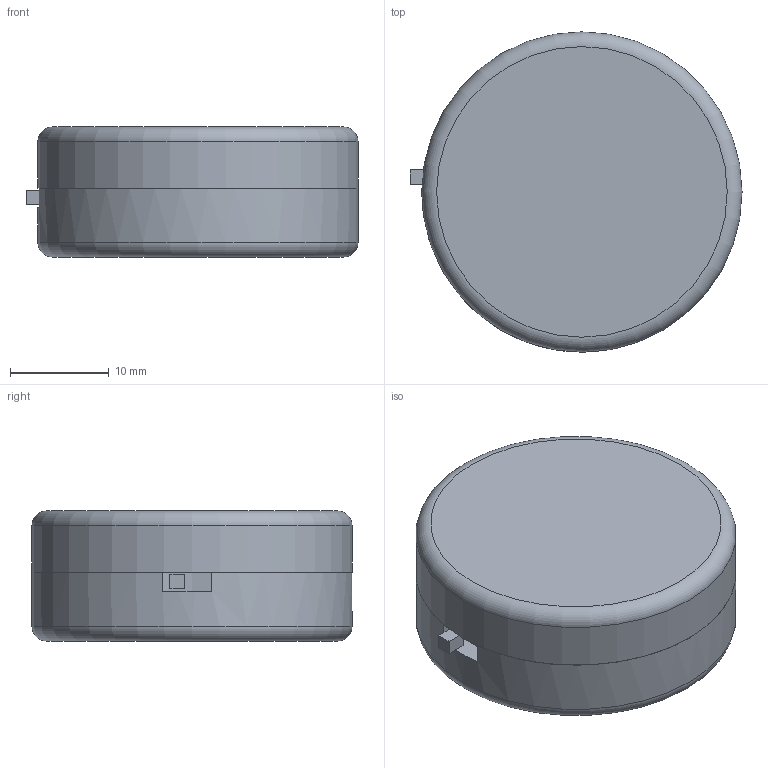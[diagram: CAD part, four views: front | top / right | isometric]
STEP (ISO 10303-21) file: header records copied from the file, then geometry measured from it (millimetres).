
FILE_DESCRIPTION(('FreeCAD Model'),'2;1');
FILE_NAME('Open CASCADE Shape Model','2021-09-07T03:33:05',( 'Anool Mahidharia'),('WyoLum'),'Open CASCADE STEP processor 7.4', 'FreeCAD','Unknown');
FILE_SCHEMA(('CONFIG_CONTROL_DESIGN','SHAPE_APPEARANCE_LAYER_MIM'));
Length unit declared in the file: millimetre
Products named in the file (4): _x2032_cyl; Extrude; Top; Bottom
Assembly tree (3 placements, depth 2):
  _x2032_cyl
    Extrude
    Top
    Bottom
Bounding box: 33.7 x 32.5 x 13.2 mm (x, y, z)
Volume: 4075.4 mm3; surface area: 7994.2 mm2
Topology: 4 solids, 4 shells, 148 faces, 384 edges, 229 vertices
Faces by surface type: bspline 100, plane 33, cylinder 11, torus 4
Full cylindrical faces by diameter (mm): 28.5 x1, 31.5 x4, 32.5 x2
Entity records: 21840 total; most frequent: CARTESIAN_POINT 19086, ORIENTED_EDGE 790, EDGE_CURVE 384, VERTEX_POINT 229, DIRECTION 215, B_SPLINE_CURVE_WITH_KNOTS 190, FACE_BOUND 151, EDGE_LOOP 151
